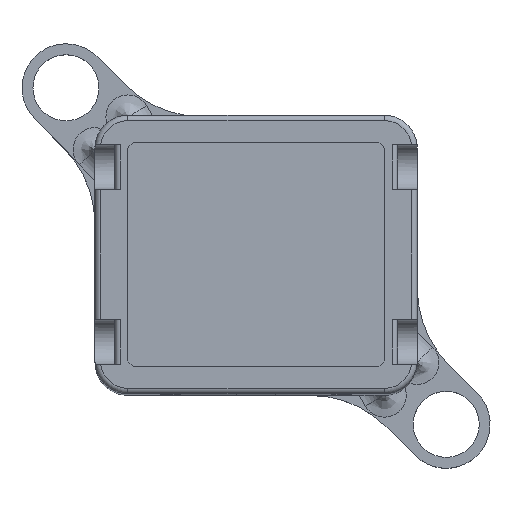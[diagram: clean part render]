
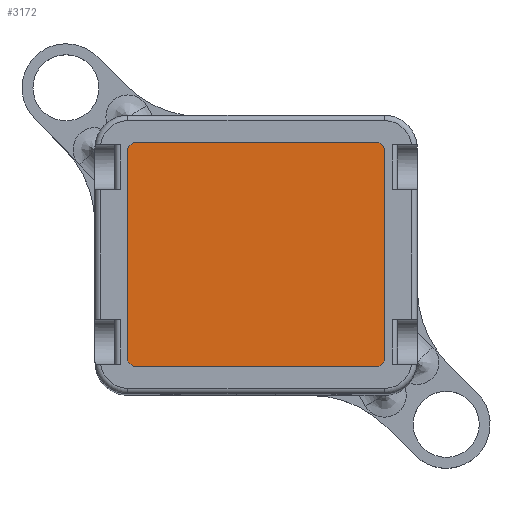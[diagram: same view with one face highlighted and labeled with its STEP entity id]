
A CAD part, top view. The second image highlights one B-rep face of the part: STEP entity #3172.
In plain terms, the highlighted planar face has unit normal (0, 0, 1).
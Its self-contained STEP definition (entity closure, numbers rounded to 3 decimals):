
#155=PLANE('',#3531);
#418=LINE('',#5554,#694);
#419=LINE('',#5557,#695);
#422=LINE('',#5562,#698);
#424=LINE('',#5570,#700);
#425=LINE('',#5573,#701);
#426=LINE('',#5575,#702);
#427=LINE('',#5577,#703);
#428=LINE('',#5578,#704);
#694=VECTOR('',#4464,10.);
#695=VECTOR('',#4467,10.);
#698=VECTOR('',#4472,10.);
#700=VECTOR('',#4480,10.);
#701=VECTOR('',#4483,10.);
#702=VECTOR('',#4484,10.);
#703=VECTOR('',#4485,10.);
#704=VECTOR('',#4486,10.);
#955=FACE_OUTER_BOUND('',#1153,.T.);
#1153=EDGE_LOOP('',(#2942,#2943,#2944,#2945,#2946,#2947,#2948,#2949));
#1586=VERTEX_POINT('',#5550);
#1587=VERTEX_POINT('',#5552);
#1588=VERTEX_POINT('',#5556);
#1589=VERTEX_POINT('',#5560);
#1592=VERTEX_POINT('',#5568);
#1593=VERTEX_POINT('',#5572);
#1594=VERTEX_POINT('',#5574);
#1595=VERTEX_POINT('',#5576);
#2038=EDGE_CURVE('',#1587,#1586,#418,.T.);
#2039=EDGE_CURVE('',#1588,#1586,#419,.T.);
#2042=EDGE_CURVE('',#1587,#1589,#422,.T.);
#2046=EDGE_CURVE('',#1588,#1592,#424,.T.);
#2047=EDGE_CURVE('',#1593,#1589,#425,.T.);
#2048=EDGE_CURVE('',#1593,#1594,#426,.T.);
#2049=EDGE_CURVE('',#1595,#1594,#427,.T.);
#2050=EDGE_CURVE('',#1595,#1592,#428,.T.);
#2942=ORIENTED_EDGE('',*,*,#2038,.F.);
#2943=ORIENTED_EDGE('',*,*,#2042,.T.);
#2944=ORIENTED_EDGE('',*,*,#2047,.F.);
#2945=ORIENTED_EDGE('',*,*,#2048,.T.);
#2946=ORIENTED_EDGE('',*,*,#2049,.F.);
#2947=ORIENTED_EDGE('',*,*,#2050,.T.);
#2948=ORIENTED_EDGE('',*,*,#2046,.F.);
#2949=ORIENTED_EDGE('',*,*,#2039,.T.);
#3172=ADVANCED_FACE('',(#955),#155,.T.);
#3531=AXIS2_PLACEMENT_3D('',#5571,#4481,#4482);
#4464=DIRECTION('',(-0.707,-0.707,0.));
#4467=DIRECTION('',(1.,0.,0.));
#4472=DIRECTION('',(0.,1.,0.));
#4480=DIRECTION('',(-0.707,0.707,0.));
#4481=DIRECTION('center_axis',(0.,0.,
1.));
#4482=DIRECTION('ref_axis',(0.,1.,0.));
#4483=DIRECTION('',(0.707,-0.707,0.));
#4484=DIRECTION('',(-1.,0.,0.));
#4485=DIRECTION('',(0.707,0.707,0.));
#4486=DIRECTION('',(0.,-1.,0.));
#5550=CARTESIAN_POINT('',(420.154,40.243,54.344));
#5552=CARTESIAN_POINT('',(420.654,40.743,54.344));
#5554=CARTESIAN_POINT('',(420.154,40.243,54.344));
#5556=CARTESIAN_POINT('',(397.654,40.243,54.344));
#5557=CARTESIAN_POINT('',(420.654,40.243,54.344));
#5560=CARTESIAN_POINT('',(420.654,60.243,54.344));
#5562=CARTESIAN_POINT('',(420.654,60.743,54.344));
#5568=CARTESIAN_POINT('',(397.154,40.743,54.344));
#5570=CARTESIAN_POINT('',(397.904,39.993,54.344));
#5571=CARTESIAN_POINT('Origin',(408.904,50.493,54.344));
#5572=CARTESIAN_POINT('',(420.154,60.743,54.344));
#5573=CARTESIAN_POINT('',(419.904,60.993,54.344));
#5574=CARTESIAN_POINT('',(397.654,60.743,54.344));
#5575=CARTESIAN_POINT('',(397.154,60.743,54.344));
#5576=CARTESIAN_POINT('',(397.154,60.243,54.344));
#5577=CARTESIAN_POINT('',(397.654,60.743,54.344));
#5578=CARTESIAN_POINT('',(397.154,40.243,54.344));
